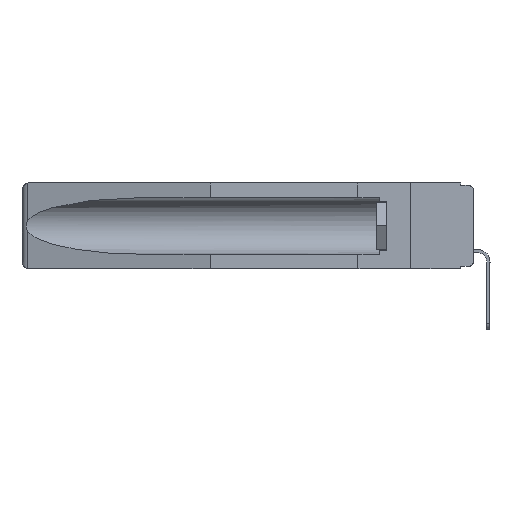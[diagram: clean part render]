
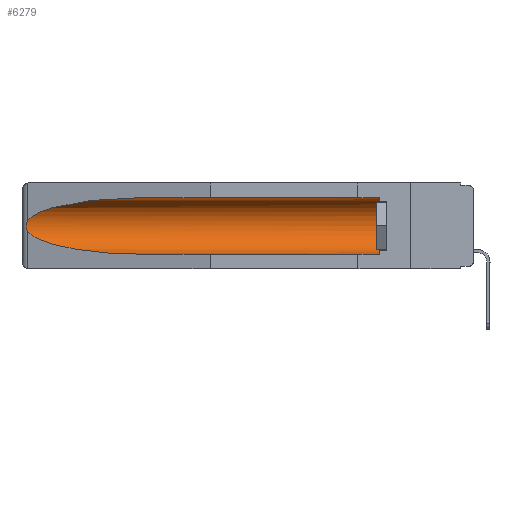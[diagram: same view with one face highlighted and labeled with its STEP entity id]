
A CAD part, left-side view. The second image highlights one B-rep face of the part: STEP entity #6279.
In plain terms, the highlighted cylindrical face has radius 2.857 mm (diameter 5.715 mm), a partial arc.
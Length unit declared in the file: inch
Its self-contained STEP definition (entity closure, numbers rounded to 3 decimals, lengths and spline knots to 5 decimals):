
#215 = CARTESIAN_POINT ( 'NONE',  ( 0.26537, 1.52718, -0.19328 ) ) ;
#306 = EDGE_CURVE ( 'NONE', #23135, #10685, #21044, .T. ) ;
#710 = VERTEX_POINT ( 'NONE', #215 ) ;
#714 = CARTESIAN_POINT ( 'NONE',  ( 0.26655, 1.53094, -0.18657 ) ) ;
#1476 = ORIENTED_EDGE ( 'NONE', *, *, #13057, .T. ) ;
#1807 = DIRECTION ( 'NONE',  ( 0., 1., 0. ) ) ;
#1986 = ORIENTED_EDGE ( 'NONE', *, *, #3758, .T. ) ;
#2215 = CARTESIAN_POINT ( 'NONE',  ( 0.2675, 1.53308, -0.16763 ) ) ;
#2661 = CYLINDRICAL_SURFACE ( 'NONE', #7852, 0.1125 ) ;
#3115 = CARTESIAN_POINT ( 'NONE',  ( 0.25451, 1.48313, -0.09465 ) ) ;
#3121 = DIRECTION ( 'NONE',  ( 0., -1., 0. ) ) ;
#3758 = EDGE_CURVE ( 'NONE', #710, #10705, #22782, .T. ) ;
#3780 =( BOUNDED_CURVE ( )  B_SPLINE_CURVE ( 3, ( #21240, #10352, #3115, #13752 ),
 .UNSPECIFIED., .F., .T. ) 
 B_SPLINE_CURVE_WITH_KNOTS ( ( 4, 4 ),
 ( 4.71239, 6.08839 ),
 .UNSPECIFIED. ) 
 CURVE ( )  GEOMETRIC_REPRESENTATION_ITEM ( )  RATIONAL_B_SPLINE_CURVE ( ( 1., 0.848, 0.848, 1. ) ) 
 REPRESENTATION_ITEM ( '' )  );
#3887 = CIRCLE ( 'NONE', #15447, 0.1125 ) ;
#3907 = CARTESIAN_POINT ( 'NONE',  ( 0.26597, 1.5296, -0.19026 ) ) ;
#4034 = CARTESIAN_POINT ( 'NONE',  ( 0.2675, 1.53308, -0.17534 ) ) ;
#4594 = CARTESIAN_POINT ( 'NONE',  ( 0.26597, 1.52961, -0.15275 ) ) ;
#5290 = EDGE_CURVE ( 'NONE', #17207, #10705, #20046, .T. ) ;
#5549 = EDGE_CURVE ( 'NONE', #10685, #15051, #3780, .T. ) ;
#6279 = ADVANCED_FACE ( 'NONE', ( #11737 ), #2661, .F. ) ;
#7102 = B_SPLINE_CURVE_WITH_KNOTS ( 'NONE', 3,
 ( #20456, #4594, #13887, #16825, #2215, #4034, #8076, #714, #3907, #10150 ),
 .UNSPECIFIED., .F., .F.,
 ( 4, 2, 2, 2, 4 ),
 ( 0., 0.00029, 0.00058, 0.00087, 0.00117 ),
 .UNSPECIFIED. ) ;
#7711 = CARTESIAN_POINT ( 'NONE',  ( 0.155, -0.30754, -0.059 ) ) ;
#7852 = AXIS2_PLACEMENT_3D ( 'NONE', #16909, #13318, #21056 ) ;
#8076 = CARTESIAN_POINT ( 'NONE',  ( 0.2673, 1.53269, -0.17917 ) ) ;
#8558 = ORIENTED_EDGE ( 'NONE', *, *, #10479, .T. ) ;
#9044 = CARTESIAN_POINT ( 'NONE',  ( 0.155, 1.07973, -0.059 ) ) ;
#10150 = CARTESIAN_POINT ( 'NONE',  ( 0.26537, 1.52718, -0.19328 ) ) ;
#10352 = CARTESIAN_POINT ( 'NONE',  ( 0.21114, 1.30732, -0.059 ) ) ;
#10376 = CARTESIAN_POINT ( 'NONE',  ( 0.21114, 1.30732, -0.284 ) ) ;
#10479 = EDGE_CURVE ( 'NONE', #17207, #23135, #3887, .T. ) ;
#10685 = VERTEX_POINT ( 'NONE', #9044 ) ;
#10705 = VERTEX_POINT ( 'NONE', #20267 ) ;
#11115 = CARTESIAN_POINT ( 'NONE',  ( 0.155, 0.126, -0.059 ) ) ;
#11358 = CARTESIAN_POINT ( 'NONE',  ( 0.155, 0.126, -0.284 ) ) ;
#11737 = FACE_OUTER_BOUND ( 'NONE', #19695, .T. ) ;
#13057 = EDGE_CURVE ( 'NONE', #15051, #710, #7102, .T. ) ;
#13129 = ORIENTED_EDGE ( 'NONE', *, *, #306, .T. ) ;
#13318 = DIRECTION ( 'NONE',  ( 0., 1., 0. ) ) ;
#13752 = CARTESIAN_POINT ( 'NONE',  ( 0.26537, 1.52718, -0.14972 ) ) ;
#13887 = CARTESIAN_POINT ( 'NONE',  ( 0.26654, 1.53092, -0.15636 ) ) ;
#15051 = VERTEX_POINT ( 'NONE', #19334 ) ;
#15447 = AXIS2_PLACEMENT_3D ( 'NONE', #17613, #3121, #23321 ) ;
#16825 = CARTESIAN_POINT ( 'NONE',  ( 0.2673, 1.5327, -0.16383 ) ) ;
#16909 = CARTESIAN_POINT ( 'NONE',  ( 0.155, -0.30754, -0.1715 ) ) ;
#17207 = VERTEX_POINT ( 'NONE', #11358 ) ;
#17613 = CARTESIAN_POINT ( 'NONE',  ( 0.155, 0.126, -0.1715 ) ) ;
#18841 = DIRECTION ( 'NONE',  ( 0., 1., 0. ) ) ;
#19207 = VECTOR ( 'NONE', #18841, 39.37008 ) ;
#19334 = CARTESIAN_POINT ( 'NONE',  ( 0.26537, 1.52718, -0.14972 ) ) ;
#19564 = CARTESIAN_POINT ( 'NONE',  ( 0.25451, 1.48313, -0.24835 ) ) ;
#19695 = EDGE_LOOP ( 'NONE', ( #22640, #1476, #1986, #20441, #8558, #13129 ) ) ;
#19935 = CARTESIAN_POINT ( 'NONE',  ( 0.155, -0.30754, -0.284 ) ) ;
#20046 = LINE ( 'NONE', #19935, #20873 ) ;
#20267 = CARTESIAN_POINT ( 'NONE',  ( 0.155, 1.07973, -0.284 ) ) ;
#20441 = ORIENTED_EDGE ( 'NONE', *, *, #5290, .F. ) ;
#20456 = CARTESIAN_POINT ( 'NONE',  ( 0.26537, 1.52718, -0.14972 ) ) ;
#20873 = VECTOR ( 'NONE', #1807, 39.37008 ) ;
#21044 = LINE ( 'NONE', #7711, #19207 ) ;
#21047 = CARTESIAN_POINT ( 'NONE',  ( 0.155, 1.07973, -0.284 ) ) ;
#21056 = DIRECTION ( 'NONE',  ( 0., 0., 1. ) ) ;
#21151 = CARTESIAN_POINT ( 'NONE',  ( 0.26537, 1.52718, -0.19328 ) ) ;
#21240 = CARTESIAN_POINT ( 'NONE',  ( 0.155, 1.07973, -0.059 ) ) ;
#22640 = ORIENTED_EDGE ( 'NONE', *, *, #5549, .T. ) ;
#22782 =( BOUNDED_CURVE ( )  B_SPLINE_CURVE ( 3, ( #21151, #19564, #10376, #21047 ),
 .UNSPECIFIED., .F., .T. ) 
 B_SPLINE_CURVE_WITH_KNOTS ( ( 4, 4 ),
 ( 0.1948, 1.5708 ),
 .UNSPECIFIED. ) 
 CURVE ( )  GEOMETRIC_REPRESENTATION_ITEM ( )  RATIONAL_B_SPLINE_CURVE ( ( 1., 0.848, 0.848, 1. ) ) 
 REPRESENTATION_ITEM ( '' )  );
#23135 = VERTEX_POINT ( 'NONE', #11115 ) ;
#23321 = DIRECTION ( 'NONE',  ( 0., 0., 1. ) ) ;
